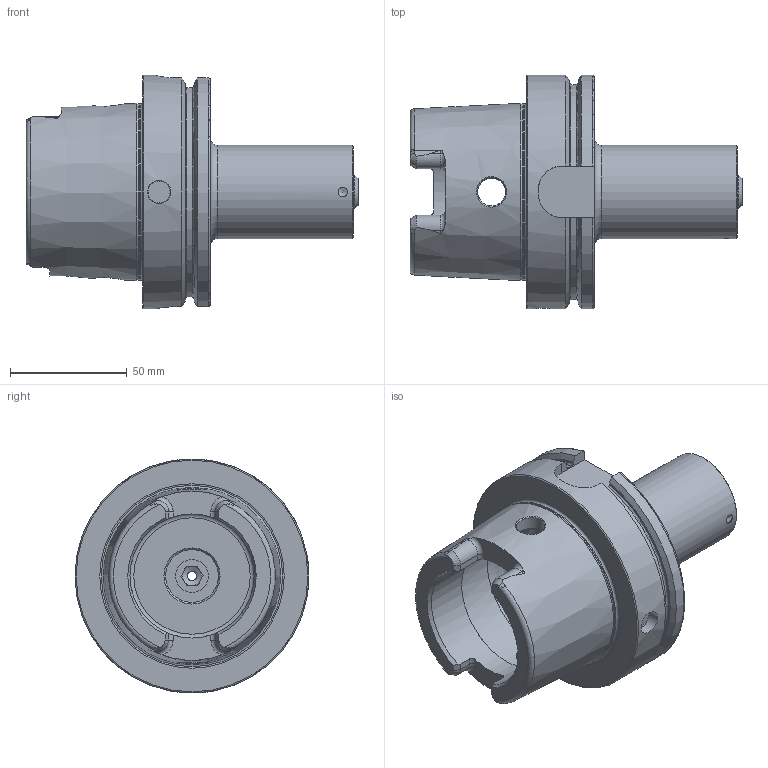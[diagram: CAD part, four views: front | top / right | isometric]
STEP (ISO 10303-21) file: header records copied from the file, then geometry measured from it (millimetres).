
FILE_DESCRIPTION (( 'STEP AP214' ), '1' );
FILE_NAME ('HA0.PS4.K01.090.STEP', '2026-01-28T13:13:10', ( '' ), ( '' ), 'SwSTEP 2.0', 'SolidWorks 2022', '' );
FILE_SCHEMA (( 'AUTOMOTIVE_DESIGN' ));
Length unit declared in the file: millimetre
Products named in the file (4): HA0-PS4.K01.090_A_Fertigbearbeitung; PS4-ER1.K01.047_A_PreviewCfg; PS4-ER2.001.017_B; HA0.PS4.K01.090
Assembly tree (3 placements, depth 2):
  HA0.PS4.K01.090
    HA0-PS4.K01.090_A_Fertigbearbeitung
    PS4-ER2.001.017_B
    PS4-ER1.K01.047_A_PreviewCfg
Bounding box: 141.9 x 100 x 100 mm (x, y, z)
Volume: 315329.9 mm3; surface area: 67525.1 mm2
Topology: 3 solids, 3 shells, 196 faces, 492 edges, 305 vertices
Faces by surface type: plane 69, cylinder 49, cone 41, torus 35, bspline 2
Full cylindrical faces by diameter (mm): 4 x3, 10 x1, 12 x2, 14 x2, 14.4 x1, 18.9 x1, 19.6 x1, 20.5 x1, 22 x1, 22.5 x1, 23.4 x1, 26 x1, 31.6 x1, 40 x1, 53 x2, 63 x1, 75.265 x1, 100 x1
Entity records: 7545 total; most frequent: CARTESIAN_POINT 2608, DIRECTION 899, ORIENTED_EDGE 830, EDGE_CURVE 415, AXIS2_PLACEMENT_3D 376, VERTEX_POINT 287, EDGE_LOOP 268, FACE_OUTER_BOUND 234
